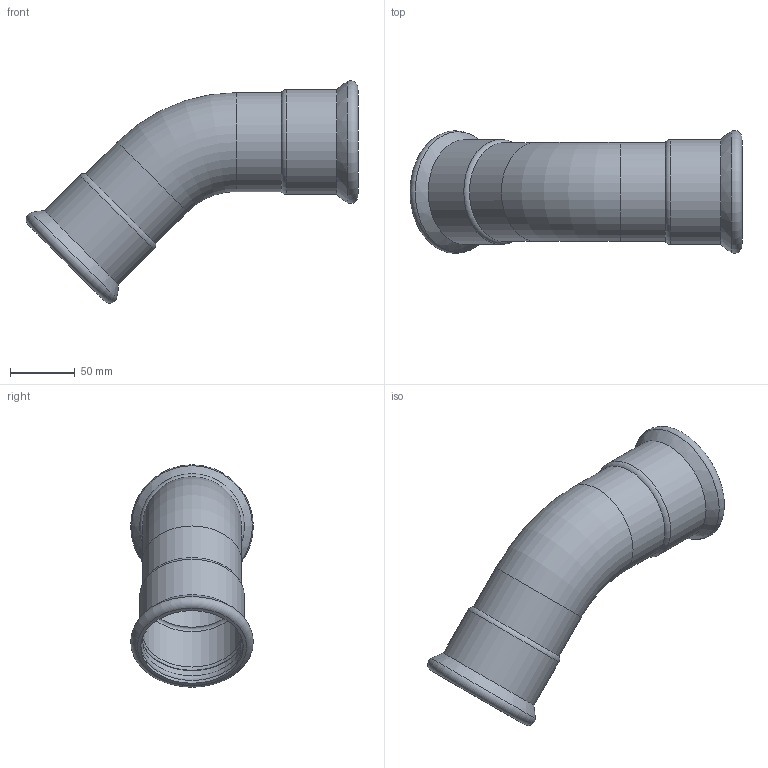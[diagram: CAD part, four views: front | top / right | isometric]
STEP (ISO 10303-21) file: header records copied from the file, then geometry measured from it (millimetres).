
FILE_DESCRIPTION(/* description */ (''),/* implementation_level */ '2;1');
FILE_NAME(/* name */ '381076450_Steelpres.stp',/* time_stamp */ '2022-10-21T13:56:54+02:00',/* author */ ('Vault'),/* organization */ ('Raccorderie metalliche s.p.a.'),/* preprocessor_version */ 'ST-DEVELOPER v18.1',/* originating_system */ 'Autodesk Inventor 2020',/* authorisation */ 'Raccorderie metalliche s.p.a.');
FILE_SCHEMA (('AUTOMOTIVE_DESIGN { 1 0 10303 214 3 1 1 }'));
Length unit declared in the file: millimetre
Products named in the file (1): 381076450_Steelpres
Bounding box: 255.49 x 94.4 x 171.19 mm (x, y, z)
Volume: 160210 mm3; surface area: 130592 mm2
Topology: 1 solids, 1 shells, 30 faces, 110 edges, 80 vertices
Faces by surface type: torus 12, cylinder 12, cone 4, bspline 2
Full cylindrical faces by diameter (mm): 72.1 x2, 76.1 x2, 76.7 x2, 79 x4, 80.7 x2
Entity records: 1357 total; most frequent: CARTESIAN_POINT 273, DIRECTION 262, ORIENTED_EDGE 220, AXIS2_PLACEMENT_3D 123, EDGE_CURVE 110, CIRCLE 94, VERTEX_POINT 80, FACE_OUTER_BOUND 30
